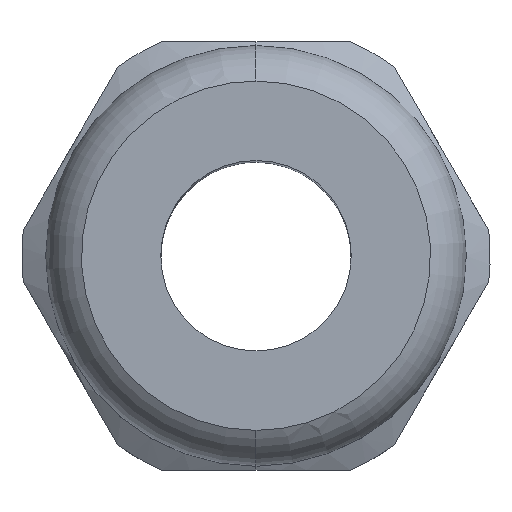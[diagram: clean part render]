
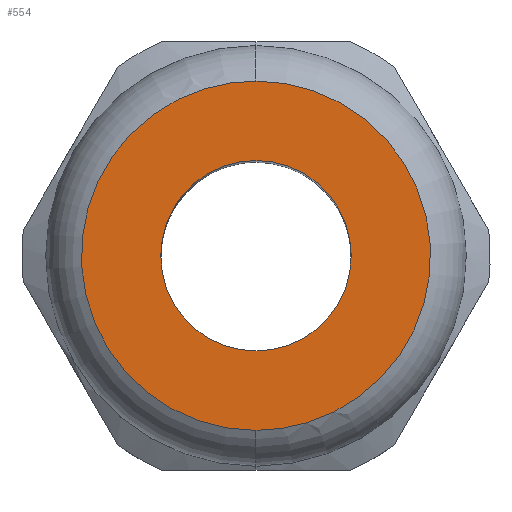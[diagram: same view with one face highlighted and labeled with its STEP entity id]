
A CAD part, top view. The second image highlights one B-rep face of the part: STEP entity #554.
In plain terms, the highlighted planar face has unit normal (0, 0, 1).
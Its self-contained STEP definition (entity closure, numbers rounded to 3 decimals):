
#364=AXIS2_PLACEMENT_3D('Circle Axis2P3D',#362,#363,$) ;
#388=AXIS2_PLACEMENT_3D('Circle Axis2P3D',#386,#387,$) ;
#488=AXIS2_PLACEMENT_3D('Plane Axis2P3D',#485,#486,#487) ;
#359=CARTESIAN_POINT('Vertex',(14.75,19.5,64.5)) ;
#362=CARTESIAN_POINT('Axis2P3D Location',(14.75,13.5,64.5)) ;
#366=CARTESIAN_POINT('Vertex',(14.75,7.5,64.5)) ;
#386=CARTESIAN_POINT('Axis2P3D Location',(14.75,13.5,64.5)) ;
#485=CARTESIAN_POINT('Axis2P3D Location',(3.75,13.5,64.5)) ;
#491=CARTESIAN_POINT('Control Point',(14.75,2.5,64.5)) ;
#492=CARTESIAN_POINT('Control Point',(13.613,2.5,64.5)) ;
#493=CARTESIAN_POINT('Control Point',(12.475,2.647,64.5)) ;
#494=CARTESIAN_POINT('Control Point',(11.363,2.941,64.5)) ;
#495=CARTESIAN_POINT('Control Point',(9.24,3.81,64.5)) ;
#496=CARTESIAN_POINT('Control Point',(7.408,5.19,64.5)) ;
#497=CARTESIAN_POINT('Control Point',(6.587,5.995,64.5)) ;
#498=CARTESIAN_POINT('Control Point',(5.171,7.799,64.5)) ;
#499=CARTESIAN_POINT('Control Point',(4.26,9.904,64.5)) ;
#500=CARTESIAN_POINT('Control Point',(3.944,11.01,64.5)) ;
#501=CARTESIAN_POINT('Control Point',(3.605,13.279,64.5)) ;
#502=CARTESIAN_POINT('Control Point',(3.854,15.559,64.5)) ;
#503=CARTESIAN_POINT('Control Point',(4.126,16.677,64.5)) ;
#504=CARTESIAN_POINT('Control Point',(4.952,18.816,64.5)) ;
#505=CARTESIAN_POINT('Control Point',(6.296,20.675,64.5)) ;
#506=CARTESIAN_POINT('Control Point',(7.084,21.513,64.5)) ;
#507=CARTESIAN_POINT('Control Point',(8.86,22.964,64.5)) ;
#508=CARTESIAN_POINT('Control Point',(10.947,23.916,64.5)) ;
#509=CARTESIAN_POINT('Control Point',(12.046,24.254,64.5)) ;
#510=CARTESIAN_POINT('Control Point',(13.264,24.461,64.5)) ;
#511=CARTESIAN_POINT('Control Point',(14.488,24.497,64.5)) ;
#512=CARTESIAN_POINT('Control Point',(14.575,24.499,64.5)) ;
#513=CARTESIAN_POINT('Control Point',(14.663,24.5,64.5)) ;
#514=CARTESIAN_POINT('Control Point',(14.75,24.5,64.5)) ;
#515=CARTESIAN_POINT('Vertex',(14.75,2.5,64.5)) ;
#517=CARTESIAN_POINT('Vertex',(14.75,24.5,64.5)) ;
#521=CARTESIAN_POINT('Control Point',(14.75,24.5,64.5)) ;
#522=CARTESIAN_POINT('Control Point',(15.887,24.5,64.5)) ;
#523=CARTESIAN_POINT('Control Point',(17.025,24.353,64.5)) ;
#524=CARTESIAN_POINT('Control Point',(18.137,24.059,64.5)) ;
#525=CARTESIAN_POINT('Control Point',(20.26,23.19,64.5)) ;
#526=CARTESIAN_POINT('Control Point',(22.092,21.81,64.5)) ;
#527=CARTESIAN_POINT('Control Point',(22.913,21.005,64.5)) ;
#528=CARTESIAN_POINT('Control Point',(24.329,19.201,64.5)) ;
#529=CARTESIAN_POINT('Control Point',(25.24,17.096,64.5)) ;
#530=CARTESIAN_POINT('Control Point',(25.556,15.99,64.5)) ;
#531=CARTESIAN_POINT('Control Point',(25.895,13.721,64.5)) ;
#532=CARTESIAN_POINT('Control Point',(25.646,11.441,64.5)) ;
#533=CARTESIAN_POINT('Control Point',(25.374,10.323,64.5)) ;
#534=CARTESIAN_POINT('Control Point',(24.548,8.184,64.5)) ;
#535=CARTESIAN_POINT('Control Point',(23.204,6.325,64.5)) ;
#536=CARTESIAN_POINT('Control Point',(22.416,5.487,64.5)) ;
#537=CARTESIAN_POINT('Control Point',(20.64,4.036,64.5)) ;
#538=CARTESIAN_POINT('Control Point',(18.553,3.084,64.5)) ;
#539=CARTESIAN_POINT('Control Point',(17.454,2.746,64.5)) ;
#540=CARTESIAN_POINT('Control Point',(16.236,2.539,64.5)) ;
#541=CARTESIAN_POINT('Control Point',(15.012,2.503,64.5)) ;
#542=CARTESIAN_POINT('Control Point',(14.925,2.501,64.5)) ;
#543=CARTESIAN_POINT('Control Point',(14.837,2.5,64.5)) ;
#544=CARTESIAN_POINT('Control Point',(14.75,2.5,64.5)) ;
#363=DIRECTION('Axis2P3D Direction',(0.,0.,-1.)) ;
#387=DIRECTION('Axis2P3D Direction',(0.,0.,-1.)) ;
#486=DIRECTION('Axis2P3D Direction',(0.,0.,1.)) ;
#487=DIRECTION('Axis2P3D XDirection',(0.,1.,0.)) ;
#547=ORIENTED_EDGE('',*,*,#519,.F.) ;
#548=ORIENTED_EDGE('',*,*,#545,.F.) ;
#551=ORIENTED_EDGE('',*,*,#368,.T.) ;
#552=ORIENTED_EDGE('',*,*,#390,.T.) ;
#553=FACE_BOUND('',#550,.T.) ;
#554=ADVANCED_FACE('Hauptk\X2\00F6\X0\rper',(#549,#553),#489,.T.) ;
#490=B_SPLINE_CURVE_WITH_KNOTS('',5,(#491,#492,#493,#494,#495,#496,#497,#498,#499,#500,#501,#502,#503,#504,#505,#506,#507,#508,#509,#510,#511,#512,#513,#514),.UNSPECIFIED.,.F.,.U.,(6,3,3,3,3,3,3,6),(0.,8.042,16.085,24.127,32.169,40.211,48.254,48.871),.UNSPECIFIED.) ;
#520=B_SPLINE_CURVE_WITH_KNOTS('',5,(#521,#522,#523,#524,#525,#526,#527,#528,#529,#530,#531,#532,#533,#534,#535,#536,#537,#538,#539,#540,#541,#542,#543,#544),.UNSPECIFIED.,.F.,.U.,(6,3,3,3,3,3,3,6),(0.,8.042,16.085,24.127,32.169,40.211,48.254,48.871),.UNSPECIFIED.) ;
#365=CIRCLE('generated circle',#364,6.) ;
#389=CIRCLE('generated circle',#388,6.) ;
#368=EDGE_CURVE('',#367,#360,#365,.T.) ;
#390=EDGE_CURVE('',#360,#367,#389,.T.) ;
#519=EDGE_CURVE('',#516,#518,#490,.T.) ;
#545=EDGE_CURVE('',#518,#516,#520,.T.) ;
#546=EDGE_LOOP('',(#547,#548)) ;
#550=EDGE_LOOP('',(#551,#552)) ;
#549=FACE_OUTER_BOUND('',#546,.T.) ;
#489=PLANE('',#488) ;
#360=VERTEX_POINT('',#359) ;
#367=VERTEX_POINT('',#366) ;
#516=VERTEX_POINT('',#515) ;
#518=VERTEX_POINT('',#517) ;
